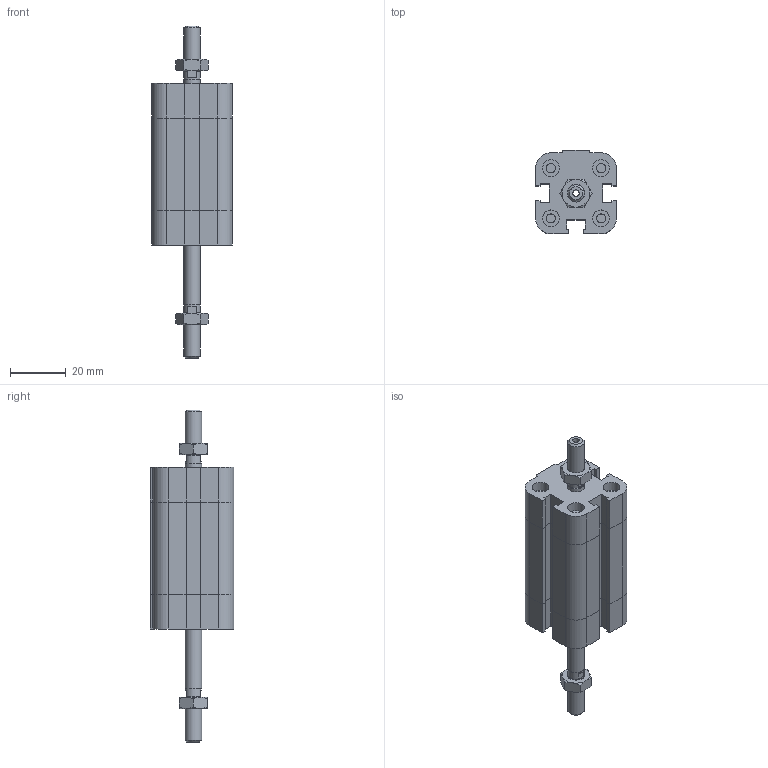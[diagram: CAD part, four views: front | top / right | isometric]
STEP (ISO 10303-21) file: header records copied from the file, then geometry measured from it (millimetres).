
FILE_DESCRIPTION((''),'2;1');
FILE_NAME('1581_12_0020_05_1.iam.stp','2009-04-20T14:59:00',(''),(''),'Autodesk Inventor 2009','Autodesk Inventor 2009','');
FILE_SCHEMA(('AUTOMOTIVE_DESIGN { 1 0 10303 214 1 1 1 1 }'));
Length unit declared in the file: millimetre
Products named in the file (4): 1581_12_0020_05_1; 1581_12_0020_03_1_C; 1561_12_0020_05_1_S; DBM6
Assembly tree (4 placements, depth 2):
  1581_12_0020_05_1
    1581_12_0020_03_1_C
    1561_12_0020_05_1_S
    DBM6  x2
Bounding box: 29 x 30 x 119 mm (x, y, z)
Volume: 42100.1 mm3; surface area: 16770.3 mm2
Topology: 4 solids, 4 shells, 225 faces, 494 edges, 295 vertices
Faces by surface type: plane 131, cone 35, bspline 34, cylinder 25
Full cylindrical faces by diameter (mm): 3.242 x4, 5 x1, 5.8 x2, 6 x6
Entity records: 5550 total; most frequent: CARTESIAN_POINT 1254, DIRECTION 818, ORIENTED_EDGE 788, EDGE_CURVE 394, AXIS2_PLACEMENT_3D 278, EDGE_LOOP 262, VECTOR 262, LINE 262
